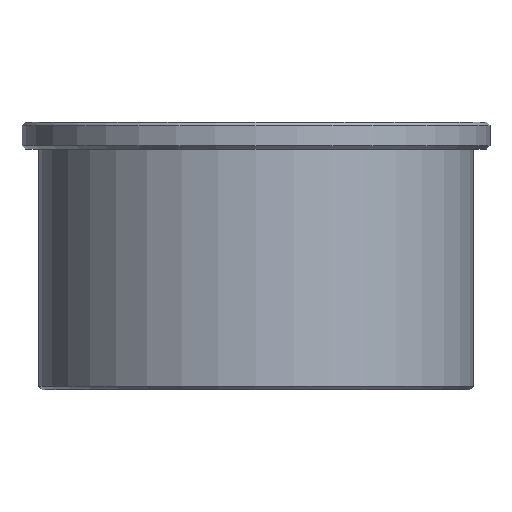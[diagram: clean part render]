
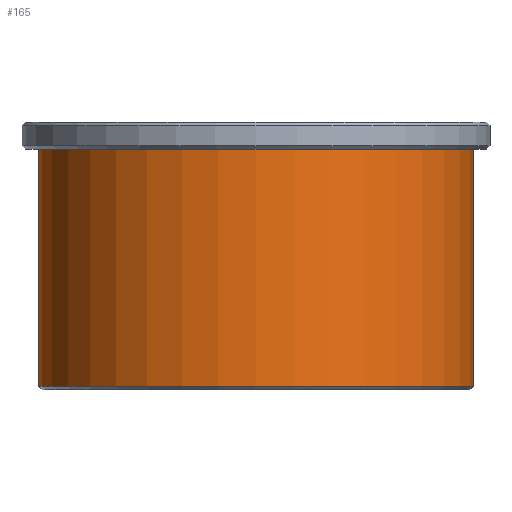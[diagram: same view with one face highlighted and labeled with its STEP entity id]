
A CAD part, front view. The second image highlights one B-rep face of the part: STEP entity #165.
In plain terms, the highlighted cylindrical face has radius 65 mm (diameter 130 mm), a full revolution.
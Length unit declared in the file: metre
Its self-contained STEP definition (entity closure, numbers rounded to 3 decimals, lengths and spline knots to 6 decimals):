
#165=ADVANCED_FACE('',(#204,#205),#206,.T.);
#204=FACE_OUTER_BOUND('',#2721,.T.);
#205=FACE_OUTER_BOUND('',#2722,.T.);
#206=CYLINDRICAL_SURFACE('',#2723,0.065);
#2721=EDGE_LOOP('',(#5273));
#2722=EDGE_LOOP('',(#5274));
#2723=AXIS2_PLACEMENT_3D('',#5275,#5276,#5277);
#5273=ORIENTED_EDGE('',*,*,#5313,.T.);
#5274=ORIENTED_EDGE('',*,*,#5312,.F.);
#5275=CARTESIAN_POINT('',(0.0,0.0,0.0));
#5276=DIRECTION('',(0.0,0.,-1.0));
#5277=DIRECTION('',(0.0,1.0,0.));
#5312=EDGE_CURVE('',#5351,#5351,#5352,.T.);
#5313=EDGE_CURVE('',#5353,#5353,#5354,.T.);
#5351=VERTEX_POINT('',#5517);
#5352=CIRCLE('',#5518,0.065);
#5353=VERTEX_POINT('',#5519);
#5354=CIRCLE('',#5520,0.065);
#5517=CARTESIAN_POINT('',(0.0,0.065,0.001));
#5518=AXIS2_PLACEMENT_3D('',#5563,#5564,#5565);
#5519=CARTESIAN_POINT('',(0.0,0.065,0.072));
#5520=AXIS2_PLACEMENT_3D('',#5566,#5567,#5568);
#5563=CARTESIAN_POINT('',(0.0,0.0,0.001));
#5564=DIRECTION('',(0.0,0.,-1.0));
#5565=DIRECTION('',(0.0,1.0,0.));
#5566=CARTESIAN_POINT('',(0.0,0.,0.072));
#5567=DIRECTION('',(0.0,0.,-1.0));
#5568=DIRECTION('',(0.0,1.0,0.));
